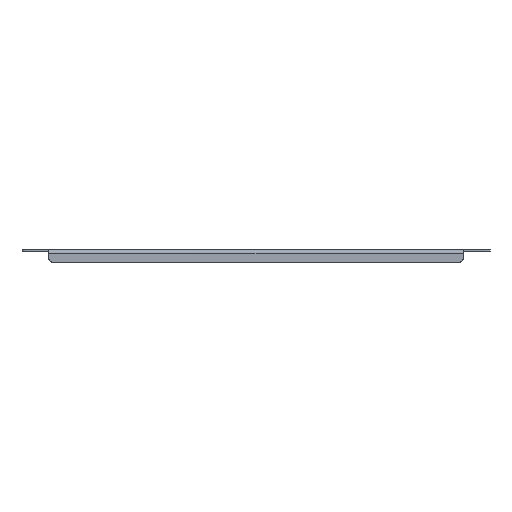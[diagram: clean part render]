
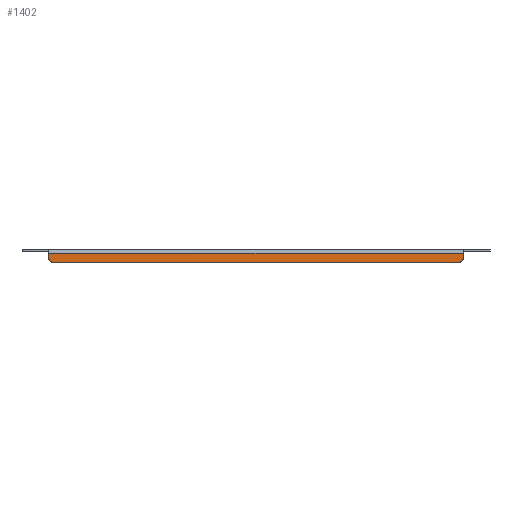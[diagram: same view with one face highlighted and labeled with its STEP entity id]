
A CAD part, left-side view. The second image highlights one B-rep face of the part: STEP entity #1402.
In plain terms, the highlighted planar face has unit normal (-1, 0, 0).
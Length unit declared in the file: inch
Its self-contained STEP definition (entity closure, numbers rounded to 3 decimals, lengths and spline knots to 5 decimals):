
#26 = EDGE_CURVE ( 'NONE', #1292, #309, #1587, .T. ) ;
#91 = DIRECTION ( 'NONE',  ( 0., 0., -1. ) ) ;
#94 = VECTOR ( 'NONE', #1391, 39.37008 ) ;
#132 = ORIENTED_EDGE ( 'NONE', *, *, #26, .F. ) ;
#159 = AXIS2_PLACEMENT_3D ( 'NONE', #1466, #830, #680 ) ;
#168 = DIRECTION ( 'NONE',  ( 1., 0., 0. ) ) ;
#221 = PLANE ( 'NONE',  #159 ) ;
#225 = EDGE_CURVE ( 'NONE', #1148, #981, #727, .T. ) ;
#237 = AXIS2_PLACEMENT_3D ( 'NONE', #599, #1209, #918 ) ;
#268 = LINE ( 'NONE', #774, #94 ) ;
#277 = CARTESIAN_POINT ( 'NONE',  ( -6.47075, -14.49175, -0.2465 ) ) ;
#309 = VERTEX_POINT ( 'NONE', #277 ) ;
#340 = CARTESIAN_POINT ( 'NONE',  ( -6.47075, 14.49175, -0.2465 ) ) ;
#401 = CARTESIAN_POINT ( 'NONE',  ( -6.47075, -14.49175, -0.55225 ) ) ;
#445 = CARTESIAN_POINT ( 'NONE',  ( -6.47075, -14.24175, -0.608 ) ) ;
#499 = CARTESIAN_POINT ( 'NONE',  ( -6.47075, -14.49175, -0.2465 ) ) ;
#555 = VECTOR ( 'NONE', #91, 39.37008 ) ;
#599 = CARTESIAN_POINT ( 'NONE',  ( -6.47075, 14.24175, -0.608 ) ) ;
#607 = EDGE_LOOP ( 'NONE', ( #1856, #1479, #1595, #1188, #856, #132 ) ) ;
#680 = DIRECTION ( 'NONE',  ( 0., 0., 1. ) ) ;
#727 = CIRCLE ( 'NONE', #1853, 0.25 ) ;
#774 = CARTESIAN_POINT ( 'NONE',  ( -6.47075, 14.49175, -0.55225 ) ) ;
#777 = LINE ( 'NONE', #1727, #1021 ) ;
#778 = VERTEX_POINT ( 'NONE', #920 ) ;
#830 = DIRECTION ( 'NONE',  ( -1., 0., 0. ) ) ;
#856 = ORIENTED_EDGE ( 'NONE', *, *, #1064, .F. ) ;
#918 = DIRECTION ( 'NONE',  ( 0., -1., 0. ) ) ;
#920 = CARTESIAN_POINT ( 'NONE',  ( -6.47075, 14.24175, -0.858 ) ) ;
#973 = CARTESIAN_POINT ( 'NONE',  ( -6.47075, -14.24175, -0.858 ) ) ;
#981 = VERTEX_POINT ( 'NONE', #973 ) ;
#1021 = VECTOR ( 'NONE', #1230, 39.37008 ) ;
#1064 = EDGE_CURVE ( 'NONE', #309, #1148, #1155, .T. ) ;
#1099 = CIRCLE ( 'NONE', #237, 0.25 ) ;
#1110 = DIRECTION ( 'NONE',  ( 0., -1., 0. ) ) ;
#1148 = VERTEX_POINT ( 'NONE', #1987 ) ;
#1149 = VECTOR ( 'NONE', #1110, 39.37008 ) ;
#1155 = LINE ( 'NONE', #401, #555 ) ;
#1188 = ORIENTED_EDGE ( 'NONE', *, *, #225, .F. ) ;
#1191 = EDGE_CURVE ( 'NONE', #778, #1880, #1099, .T. ) ;
#1209 = DIRECTION ( 'NONE',  ( 1., 0., 0. ) ) ;
#1230 = DIRECTION ( 'NONE',  ( 0., 1., 0. ) ) ;
#1253 = EDGE_CURVE ( 'NONE', #981, #778, #777, .T. ) ;
#1278 = CARTESIAN_POINT ( 'NONE',  ( -6.47075, 14.49175, -0.608 ) ) ;
#1292 = VERTEX_POINT ( 'NONE', #340 ) ;
#1391 = DIRECTION ( 'NONE',  ( 0., 0., 1. ) ) ;
#1402 = ADVANCED_FACE ( 'NONE', ( #1598 ), #221, .T. ) ;
#1466 = CARTESIAN_POINT ( 'NONE',  ( -6.47075, 16.36675, 0. ) ) ;
#1479 = ORIENTED_EDGE ( 'NONE', *, *, #1191, .F. ) ;
#1587 = LINE ( 'NONE', #499, #1149 ) ;
#1595 = ORIENTED_EDGE ( 'NONE', *, *, #1253, .F. ) ;
#1598 = FACE_OUTER_BOUND ( 'NONE', #607, .T. ) ;
#1661 = DIRECTION ( 'NONE',  ( 0., 0., 1. ) ) ;
#1727 = CARTESIAN_POINT ( 'NONE',  ( -6.47075, 0., -0.858 ) ) ;
#1760 = EDGE_CURVE ( 'NONE', #1880, #1292, #268, .T. ) ;
#1853 = AXIS2_PLACEMENT_3D ( 'NONE', #445, #168, #1661 ) ;
#1856 = ORIENTED_EDGE ( 'NONE', *, *, #1760, .F. ) ;
#1880 = VERTEX_POINT ( 'NONE', #1278 ) ;
#1987 = CARTESIAN_POINT ( 'NONE',  ( -6.47075, -14.49175, -0.608 ) ) ;
